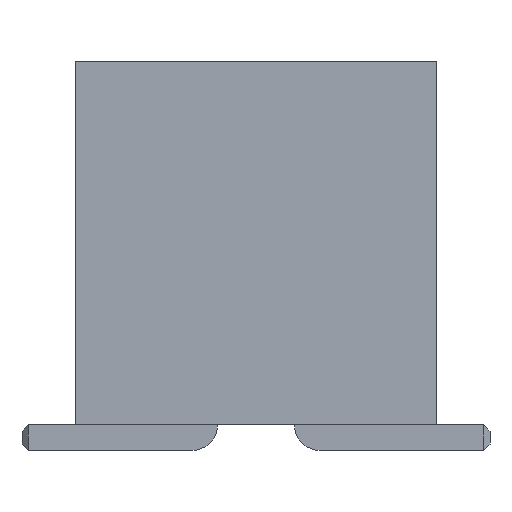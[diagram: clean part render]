
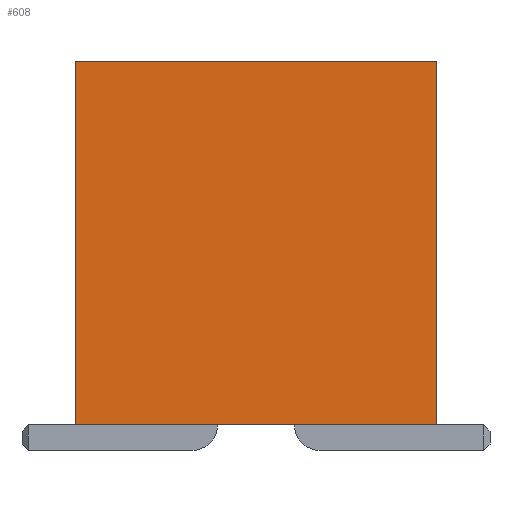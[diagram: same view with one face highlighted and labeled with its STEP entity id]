
A CAD part, front view. The second image highlights one B-rep face of the part: STEP entity #608.
In plain terms, the highlighted planar face has unit normal (0, -1, 0).
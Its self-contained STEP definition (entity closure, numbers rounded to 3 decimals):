
#24 = VERTEX_POINT('',#25);
#25 = CARTESIAN_POINT('',(-4.475,-11.43,9.64));
#31 = EDGE_CURVE('',#24,#32,#34,.T.);
#32 = VERTEX_POINT('',#33);
#33 = CARTESIAN_POINT('',(4.475,-11.43,9.64));
#34 = LINE('',#35,#36);
#35 = CARTESIAN_POINT('',(-4.475,-11.43,9.64));
#36 = VECTOR('',#37,1.);
#37 = DIRECTION('',(1.,0.,0.));
#165 = EDGE_CURVE('',#166,#24,#168,.T.);
#166 = VERTEX_POINT('',#167);
#167 = CARTESIAN_POINT('',(-4.475,-11.43,0.64));
#168 = LINE('',#169,#170);
#169 = CARTESIAN_POINT('',(-4.475,-11.43,0.64));
#170 = VECTOR('',#171,1.);
#171 = DIRECTION('',(0.,0.,1.));
#492 = EDGE_CURVE('',#493,#32,#495,.T.);
#493 = VERTEX_POINT('',#494);
#494 = CARTESIAN_POINT('',(4.475,-11.43,0.64));
#495 = LINE('',#496,#497);
#496 = CARTESIAN_POINT('',(4.475,-11.43,0.64));
#497 = VECTOR('',#498,1.);
#498 = DIRECTION('',(0.,0.,1.));
#608 = ADVANCED_FACE('',(#609),#620,.F.);
#609 = FACE_BOUND('',#610,.T.);
#610 = EDGE_LOOP('',(#611,#612,#618,#619));
#611 = ORIENTED_EDGE('',*,*,#165,.F.);
#612 = ORIENTED_EDGE('',*,*,#613,.T.);
#613 = EDGE_CURVE('',#166,#493,#614,.T.);
#614 = LINE('',#615,#616);
#615 = CARTESIAN_POINT('',(-4.475,-11.43,0.64));
#616 = VECTOR('',#617,1.);
#617 = DIRECTION('',(1.,0.,0.));
#618 = ORIENTED_EDGE('',*,*,#492,.T.);
#619 = ORIENTED_EDGE('',*,*,#31,.F.);
#620 = PLANE('',#621);
#621 = AXIS2_PLACEMENT_3D('',#622,#623,#624);
#622 = CARTESIAN_POINT('',(-4.475,-11.43,0.64));
#623 = DIRECTION('',(0.,1.,0.));
#624 = DIRECTION('',(1.,0.,0.));
